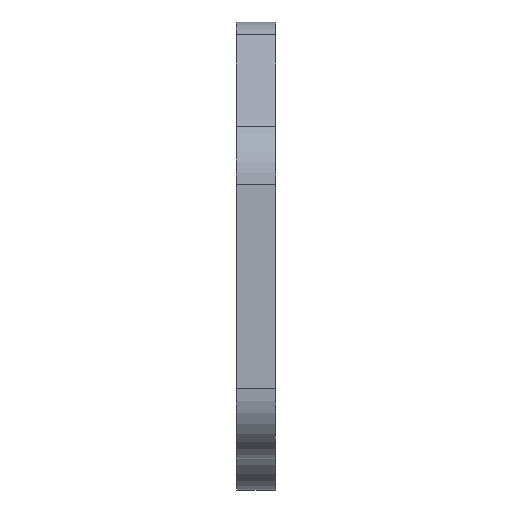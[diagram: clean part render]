
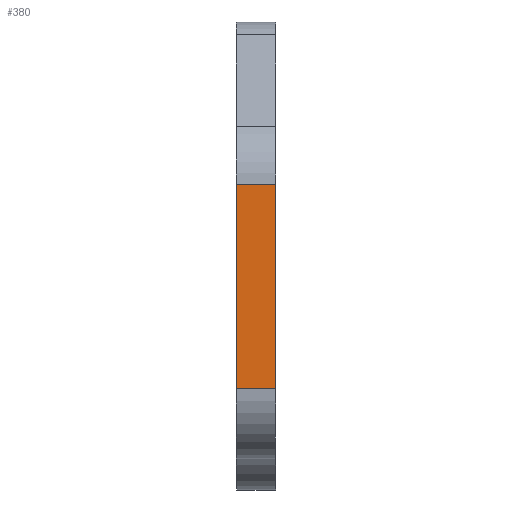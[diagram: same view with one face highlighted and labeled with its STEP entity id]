
A CAD part, left-side view. The second image highlights one B-rep face of the part: STEP entity #380.
In plain terms, the highlighted planar face has unit normal (-1, 0, 0).
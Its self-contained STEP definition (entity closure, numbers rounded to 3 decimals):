
#23 = AXIS2_PLACEMENT_3D ( 'NONE', #27, #30, #558 ) ;
#27 = CARTESIAN_POINT ( 'NONE',  ( -60., 5., -49. ) ) ;
#30 = DIRECTION ( 'NONE',  ( 1., 0., 0. ) ) ;
#92 = DIRECTION ( 'NONE',  ( 0., 0., 1. ) ) ;
#101 = EDGE_LOOP ( 'NONE', ( #702, #806, #931, #673 ) ) ;
#144 = DIRECTION ( 'NONE',  ( 0., -1., 0. ) ) ;
#164 = VECTOR ( 'NONE', #866, 1000. ) ;
#166 = LINE ( 'NONE', #434, #164 ) ;
#215 = CARTESIAN_POINT ( 'NONE',  ( -60., 5., -13.79 ) ) ;
#239 = VECTOR ( 'NONE', #92, 1000. ) ;
#247 = LINE ( 'NONE', #751, #239 ) ;
#303 = CARTESIAN_POINT ( 'NONE',  ( -60., 5., -13.79 ) ) ;
#347 = VECTOR ( 'NONE', #144, 1000. ) ;
#362 = VECTOR ( 'NONE', #471, 1000. ) ;
#364 = LINE ( 'NONE', #485, #347 ) ;
#376 = LINE ( 'NONE', #215, #362 ) ;
#379 = FACE_OUTER_BOUND ( 'NONE', #101, .T. ) ;
#380 = ADVANCED_FACE ( 'NONE', ( #379 ), #552, .F. ) ;
#432 = EDGE_CURVE ( 'NONE', #715, #724, #376, .T. ) ;
#434 = CARTESIAN_POINT ( 'NONE',  ( -60., 0., -49. ) ) ;
#435 = VERTEX_POINT ( 'NONE', #475 ) ;
#448 = EDGE_CURVE ( 'NONE', #599, #435, #364, .T. ) ;
#471 = DIRECTION ( 'NONE',  ( 0., 1., 0. ) ) ;
#475 = CARTESIAN_POINT ( 'NONE',  ( -60., 0., -40. ) ) ;
#485 = CARTESIAN_POINT ( 'NONE',  ( -60., 5., -40. ) ) ;
#552 = PLANE ( 'NONE',  #23 ) ;
#557 = CARTESIAN_POINT ( 'NONE',  ( -60., 0., -13.79 ) ) ;
#558 = DIRECTION ( 'NONE',  ( 0., 0., -1. ) ) ;
#599 = VERTEX_POINT ( 'NONE', #797 ) ;
#618 = EDGE_CURVE ( 'NONE', #599, #724, #247, .T. ) ;
#673 = ORIENTED_EDGE ( 'NONE', *, *, #448, .T. ) ;
#702 = ORIENTED_EDGE ( 'NONE', *, *, #930, .T. ) ;
#715 = VERTEX_POINT ( 'NONE', #557 ) ;
#724 = VERTEX_POINT ( 'NONE', #303 ) ;
#751 = CARTESIAN_POINT ( 'NONE',  ( -60., 5., -49. ) ) ;
#797 = CARTESIAN_POINT ( 'NONE',  ( -60., 5., -40. ) ) ;
#806 = ORIENTED_EDGE ( 'NONE', *, *, #432, .T. ) ;
#866 = DIRECTION ( 'NONE',  ( 0., 0., 1. ) ) ;
#930 = EDGE_CURVE ( 'NONE', #435, #715, #166, .T. ) ;
#931 = ORIENTED_EDGE ( 'NONE', *, *, #618, .F. ) ;
